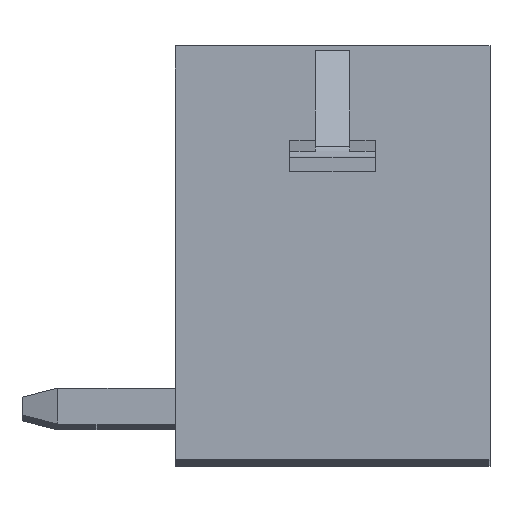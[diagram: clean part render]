
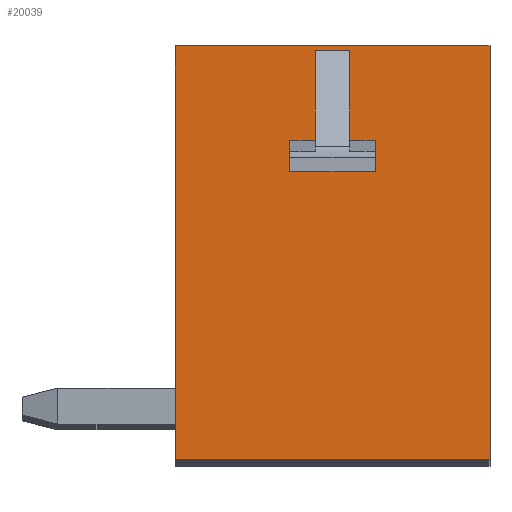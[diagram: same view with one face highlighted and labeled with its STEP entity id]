
A CAD part, top view. The second image highlights one B-rep face of the part: STEP entity #20039.
In plain terms, the highlighted planar face has unit normal (0, 0, 1).
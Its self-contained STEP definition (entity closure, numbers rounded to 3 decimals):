
#3104=DIRECTION('',(1.,0.,0.));
#3105=VECTOR('',#3104,7.);
#3106=CARTESIAN_POINT('',(-3.6,-3.853,0.));
#3107=LINE('',#3106,#3105);
#3108=DIRECTION('',(0.,-1.,0.));
#3109=VECTOR('',#3108,9.2);
#3110=CARTESIAN_POINT('',(-3.6,5.347,0.));
#3111=LINE('',#3110,#3109);
#3112=DIRECTION('',(-1.,0.,0.));
#3113=VECTOR('',#3112,7.);
#3114=CARTESIAN_POINT('',(3.4,5.347,0.));
#3115=LINE('',#3114,#3113);
#3116=DIRECTION('',(0.,1.,0.));
#3117=VECTOR('',#3116,9.2);
#3118=CARTESIAN_POINT('',(3.4,-3.853,0.));
#3119=LINE('',#3118,#3117);
#3120=DIRECTION('',(0.,1.,0.));
#3121=VECTOR('',#3120,0.495);
#3122=CARTESIAN_POINT('',(0.85,2.747,0.));
#3123=LINE('',#3122,#3121);
#3124=DIRECTION('',(-1.,0.,0.));
#3125=VECTOR('',#3124,0.76);
#3126=CARTESIAN_POINT('',(0.28,5.244,0.));
#3127=LINE('',#3126,#3125);
#3128=DIRECTION('',(1.,0.,0.));
#3129=VECTOR('',#3128,0.57);
#3130=CARTESIAN_POINT('',(-1.05,3.242,0.));
#3131=LINE('',#3130,#3129);
#3132=DIRECTION('',(0.,1.,0.));
#3133=VECTOR('',#3132,0.495);
#3134=CARTESIAN_POINT('',(-1.05,2.747,0.));
#3135=LINE('',#3134,#3133);
#3136=DIRECTION('',(-1.,0.,0.));
#3137=VECTOR('',#3136,1.9);
#3138=CARTESIAN_POINT('',(0.85,2.747,0.));
#3139=LINE('',#3138,#3137);
#3161=DIRECTION('',(-1.,0.,0.));
#3162=VECTOR('',#3161,0.57);
#3163=CARTESIAN_POINT('',(0.85,3.242,0.));
#3164=LINE('',#3163,#3162);
#3165=DIRECTION('',(0.,-1.,0.));
#3166=VECTOR('',#3165,2.002);
#3167=CARTESIAN_POINT('',(0.28,5.244,0.));
#3168=LINE('',#3167,#3166);
#3232=DIRECTION('',(0.,1.,0.));
#3233=VECTOR('',#3232,2.002);
#3234=CARTESIAN_POINT('',(-0.48,3.242,0.));
#3235=LINE('',#3234,#3233);
#13497=CARTESIAN_POINT('',(-3.6,-3.853,0.));
#13498=CARTESIAN_POINT('',(3.4,-3.853,0.));
#13499=VERTEX_POINT('',#13497);
#13500=VERTEX_POINT('',#13498);
#13501=CARTESIAN_POINT('',(3.4,5.347,0.));
#13502=VERTEX_POINT('',#13501);
#13503=CARTESIAN_POINT('',(-3.6,5.347,0.));
#13504=VERTEX_POINT('',#13503);
#14460=CARTESIAN_POINT('',(0.85,2.747,0.));
#14461=VERTEX_POINT('',#14460);
#14462=CARTESIAN_POINT('',(-1.05,2.747,0.));
#14463=VERTEX_POINT('',#14462);
#14465=CARTESIAN_POINT('',(-0.48,3.242,0.));
#14467=VERTEX_POINT('',#14465);
#14468=CARTESIAN_POINT('',(-0.48,5.244,0.));
#14469=VERTEX_POINT('',#14468);
#14470=CARTESIAN_POINT('',(-1.05,3.242,0.));
#14471=VERTEX_POINT('',#14470);
#14476=CARTESIAN_POINT('',(0.28,5.244,0.));
#14477=CARTESIAN_POINT('',(0.28,3.242,0.));
#14478=VERTEX_POINT('',#14476);
#14479=VERTEX_POINT('',#14477);
#14482=CARTESIAN_POINT('',(0.85,3.242,0.));
#14483=VERTEX_POINT('',#14482);
#20010=CARTESIAN_POINT('',(0.,0.,0.));
#20011=DIRECTION('',(0.,0.,1.));
#20012=DIRECTION('',(1.,0.,0.));
#20013=AXIS2_PLACEMENT_3D('',#20010,#20011,#20012);
#20014=PLANE('',#20013);
#20015=ORIENTED_EDGE('',*,*,#19553,.F.);
#20016=ORIENTED_EDGE('',*,*,#19150,.F.);
#20017=ORIENTED_EDGE('',*,*,#17945,.F.);
#20018=ORIENTED_EDGE('',*,*,#19651,.F.);
#20019=EDGE_LOOP('',(#20015,#20016,#20017,#20018));
#20020=FACE_OUTER_BOUND('',#20019,.F.);
#20022=ORIENTED_EDGE('',*,*,#20021,.T.);
#20024=ORIENTED_EDGE('',*,*,#20023,.T.);
#20026=ORIENTED_EDGE('',*,*,#20025,.F.);
#20028=ORIENTED_EDGE('',*,*,#20027,.T.);
#20030=ORIENTED_EDGE('',*,*,#20029,.F.);
#20032=ORIENTED_EDGE('',*,*,#20031,.F.);
#20034=ORIENTED_EDGE('',*,*,#20033,.F.);
#20036=ORIENTED_EDGE('',*,*,#20035,.F.);
#20037=EDGE_LOOP('',(#20022,#20024,#20026,#20028,#20030,#20032,#20034,#20036));
#20038=FACE_BOUND('',#20037,.F.);
#17945=EDGE_CURVE('',#13502,#13504,#3115,.T.);
#19150=EDGE_CURVE('',#13504,#13499,#3111,.T.);
#19553=EDGE_CURVE('',#13499,#13500,#3107,.T.);
#19651=EDGE_CURVE('',#13500,#13502,#3119,.T.);
#20021=EDGE_CURVE('',#14461,#14483,#3123,.T.);
#20023=EDGE_CURVE('',#14483,#14479,#3164,.T.);
#20025=EDGE_CURVE('',#14478,#14479,#3168,.T.);
#20027=EDGE_CURVE('',#14478,#14469,#3127,.T.);
#20029=EDGE_CURVE('',#14467,#14469,#3235,.T.);
#20031=EDGE_CURVE('',#14471,#14467,#3131,.T.);
#20033=EDGE_CURVE('',#14463,#14471,#3135,.T.);
#20035=EDGE_CURVE('',#14461,#14463,#3139,.T.);
#20039=ADVANCED_FACE('',(#20020,#20038),#20014,.T.);
